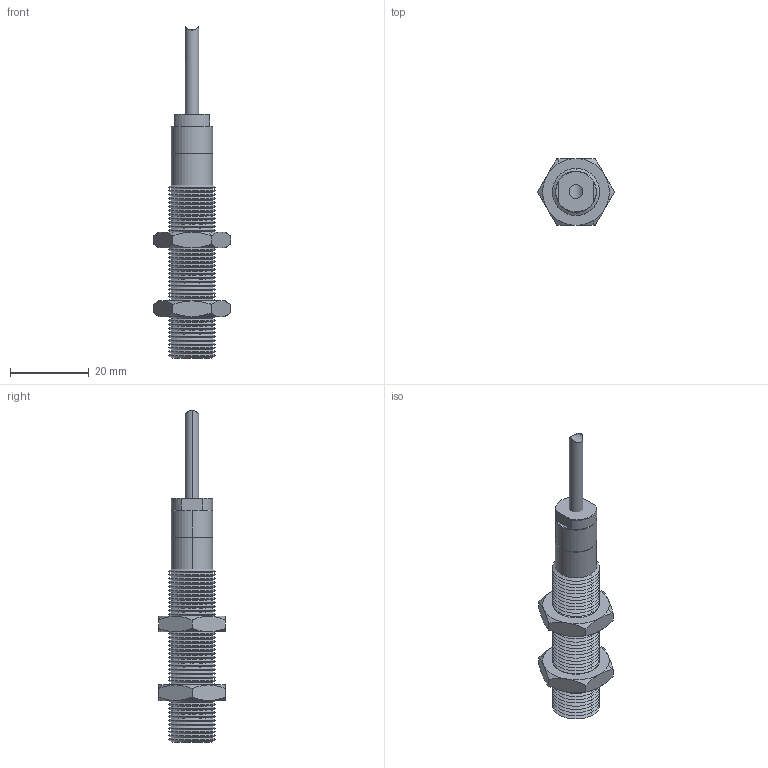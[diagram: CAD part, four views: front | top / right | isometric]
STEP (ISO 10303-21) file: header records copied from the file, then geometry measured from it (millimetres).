
FILE_DESCRIPTION(('STEP AP214'),'1');
FILE_NAME('tmp0.stp','2014-01-29T15:55:16',(' '),(' '),'XStep 1.0',' ',' ');
FILE_SCHEMA(('automotive_design'));
Length unit declared in the file: millimetre
Products named in the file (51): 43; 2; 23; 6; 48; 3; 24; 44; 5; 29; 45; 42; 33; 30; 27; 26; 7; 49; 28; 46; 20; 41; 37; 51; 50; 17; 13; 39; 31; 19; 47; 12; 1; 9; 10; 15; 38; 11; 4; 18 ...
Bounding box: 19.64 x 17.01 x 84.57 mm (x, y, z)
Volume: 3705.8 mm3; surface area: 10429.9 mm2
Topology: 51 solids, 51 shells, 455 faces, 966 edges, 527 vertices
Faces by surface type: cone 224, plane 126, cylinder 105
Entity records: 16852 total; most frequent: DIRECTION 2268, CARTESIAN_POINT 2169, ORIENTED_EDGE 1932, EDGE_CURVE 966, AXIS2_PLACEMENT_3D 850, LINE 568, VECTOR 568, VERTEX_POINT 527
